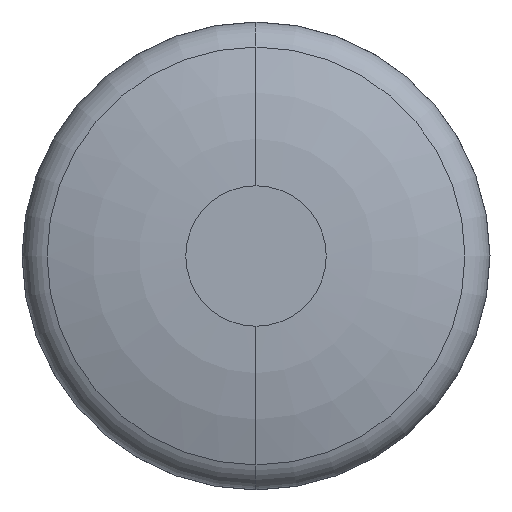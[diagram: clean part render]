
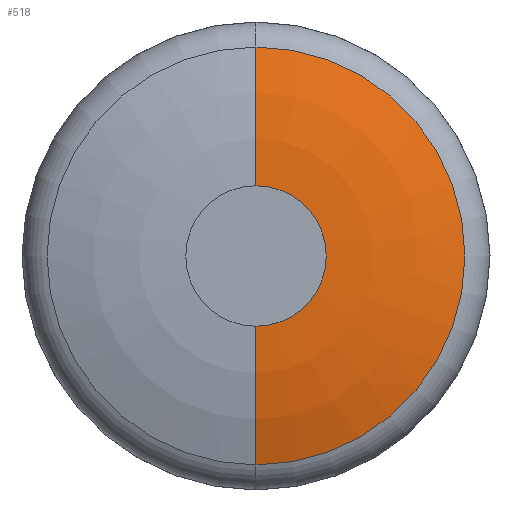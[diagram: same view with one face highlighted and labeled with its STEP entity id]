
A CAD part, front view. The second image highlights one B-rep face of the part: STEP entity #518.
In plain terms, the highlighted toroidal (fillet/blend) face has major radius 0.9 mm and minor radius 5.4 mm.
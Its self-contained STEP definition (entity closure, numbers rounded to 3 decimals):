
#15 = CARTESIAN_POINT ( 'NONE',  ( 0., 0., 0.9 ) ) ;
#32 = FACE_OUTER_BOUND ( 'NONE', #101, .T. ) ;
#40 = EDGE_CURVE ( 'NONE', #237, #399, #427, .T. ) ;
#45 = DIRECTION ( 'NONE',  ( 0., 0., -1. ) ) ;
#61 = CARTESIAN_POINT ( 'NONE',  ( 0., 0., -0.9 ) ) ;
#65 = ORIENTED_EDGE ( 'NONE', *, *, #40, .T. ) ;
#81 = ORIENTED_EDGE ( 'NONE', *, *, #168, .F. ) ;
#84 = VERTEX_POINT ( 'NONE', #15 ) ;
#99 = DIRECTION ( 'NONE',  ( 0., -1., 0. ) ) ;
#101 = EDGE_LOOP ( 'NONE', ( #65, #491, #81, #180 ) ) ;
#110 = DIRECTION ( 'NONE',  ( 1., 0., 0. ) ) ;
#112 = DIRECTION ( 'NONE',  ( 0., -1., 0. ) ) ;
#138 = DIRECTION ( 'NONE',  ( 0., 0., -1. ) ) ;
#149 = CARTESIAN_POINT ( 'NONE',  ( 0., 0.301, 2.678 ) ) ;
#168 = EDGE_CURVE ( 'NONE', #188, #84, #435, .T. ) ;
#180 = ORIENTED_EDGE ( 'NONE', *, *, #547, .F. ) ;
#181 = AXIS2_PLACEMENT_3D ( 'NONE', #489, #520, #45 ) ;
#188 = VERTEX_POINT ( 'NONE', #61 ) ;
#190 = CARTESIAN_POINT ( 'NONE',  ( 0., 0., 0. ) ) ;
#191 = AXIS2_PLACEMENT_3D ( 'NONE', #190, #112, #438 ) ;
#220 = CIRCLE ( 'NONE', #527, 5.4 ) ;
#221 = CIRCLE ( 'NONE', #244, 5.4 ) ;
#231 = TOROIDAL_SURFACE ( 'NONE', #367, 0.9, 5.4 ) ;
#237 = VERTEX_POINT ( 'NONE', #365 ) ;
#244 = AXIS2_PLACEMENT_3D ( 'NONE', #311, #524, #384 ) ;
#311 = CARTESIAN_POINT ( 'NONE',  ( 0., 5.4, -0.9 ) ) ;
#318 = EDGE_CURVE ( 'NONE', #399, #84, #220, .T. ) ;
#365 = CARTESIAN_POINT ( 'NONE',  ( 0., 0.301, -2.678 ) ) ;
#367 = AXIS2_PLACEMENT_3D ( 'NONE', #429, #99, #138 ) ;
#384 = DIRECTION ( 'NONE',  ( 0., 0., 1. ) ) ;
#399 = VERTEX_POINT ( 'NONE', #149 ) ;
#427 = CIRCLE ( 'NONE', #181, 2.678 ) ;
#429 = CARTESIAN_POINT ( 'NONE',  ( 0., 5.4, 0. ) ) ;
#435 = CIRCLE ( 'NONE', #191, 0.9 ) ;
#438 = DIRECTION ( 'NONE',  ( 0., 0., -1. ) ) ;
#489 = CARTESIAN_POINT ( 'NONE',  ( 0., 0.301, 0. ) ) ;
#491 = ORIENTED_EDGE ( 'NONE', *, *, #318, .T. ) ;
#493 = CARTESIAN_POINT ( 'NONE',  ( 0., 5.4, 0.9 ) ) ;
#518 = ADVANCED_FACE ( 'NONE', ( #32 ), #231, .T. ) ;
#520 = DIRECTION ( 'NONE',  ( 0., -1., 0. ) ) ;
#524 = DIRECTION ( 'NONE',  ( -1., 0., 0. ) ) ;
#527 = AXIS2_PLACEMENT_3D ( 'NONE', #493, #110, #529 ) ;
#529 = DIRECTION ( 'NONE',  ( 0., 0., -1. ) ) ;
#547 = EDGE_CURVE ( 'NONE', #237, #188, #221, .T. ) ;
